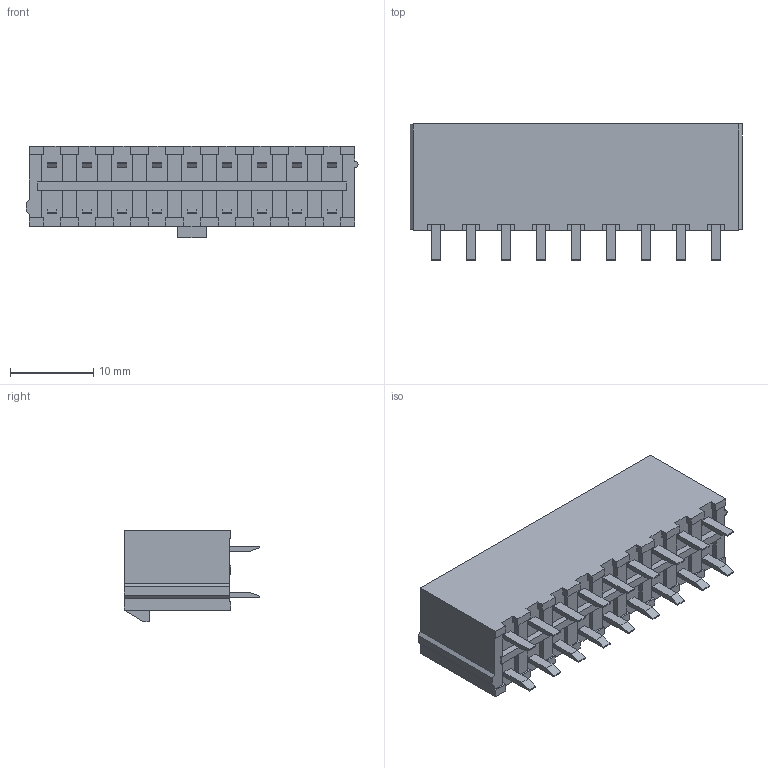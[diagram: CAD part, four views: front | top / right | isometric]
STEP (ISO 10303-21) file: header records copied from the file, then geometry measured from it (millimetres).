
FILE_DESCRIPTION((''),'2;1');
FILE_NAME('039288180','2015-05-15T',('me'),(''),'PRO/ENGINEER BY PARAMETRIC TECHNOLOGY CORPORATION, 2011490','PRO/ENGINEER BY PARAMETRIC TECHNOLOGY CORPORATION, 2011490','');
FILE_SCHEMA(('CONFIG_CONTROL_DESIGN'));
Length unit declared in the file: millimetre
Products named in the file (1): 039288180
Bounding box: 39.8 x 16.3 x 11 mm (x, y, z)
Volume: 2759.8 mm3; surface area: 5116.1 mm2
Topology: 1 solids, 1 shells, 493 faces, 1345 edges, 908 vertices
Faces by surface type: plane 492, cylinder 1
Entity records: 15286 total; most frequent: CARTESIAN_POINT 2711, ORIENTED_EDGE 2618, DIRECTION 2371, EDGE_CURVE 1309, VECTOR 1307, LINE 1307, VERTEX_POINT 872, EDGE_LOOP 547
